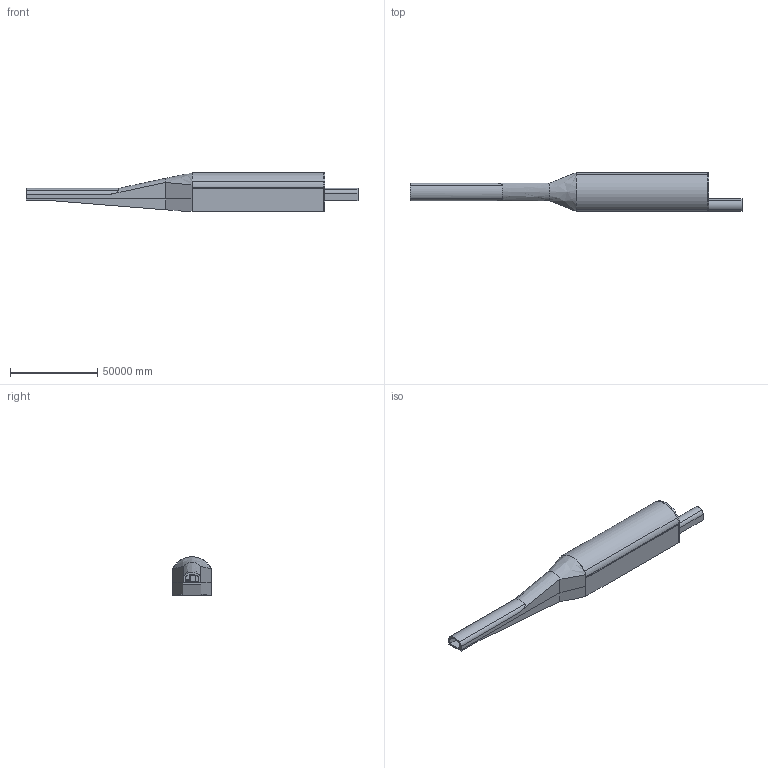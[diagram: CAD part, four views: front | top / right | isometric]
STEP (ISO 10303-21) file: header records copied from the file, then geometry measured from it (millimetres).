
FILE_DESCRIPTION(('OneSpaceDesigner STEP Export'),'2;1');
FILE_NAME('4850LabModuleWSF-Oct08.stp','2008-10-06T 8:23:07',(''),(''),'OneSpace Designer STEP processor for AP214 (Solid Model)','OneSpace Modeling 15.50B 03-Nov-2007 (C) CoCreate Software GmbH','');
FILE_SCHEMA(('AUTOMOTIVE_DESIGN { 1 0 10303 214 1 1 1 1 }'));
Length unit declared in the file: millimetre
Products named in the file (326): Floor1-Wall3; Floor1-Wall2; Floor2-Wall2.1.2; Floor2-Wall2.1.1; Floor2-Wall2.4; MidFloor2.1; Floor2-Wall2.5; Floor2-Wall2.2; Floor1-Wall1; Floor2-Wall2.1; Platform2.1; RoomAssy2; ElecRack1.1; ElecRack1.2; ElecRack1.3; ElecRack1.4; ElecRack1.5; ElecRack1.6; ElecRack1.7; ElecRack1.8; ElecRackAssy1; StairRailD1.1; StairRailV1.4; StairRailV1.2; StairRailV1.3; StairRailV1.1; StairRailD1.3; StairRailD1.2; StairRailD1.4; StairRise3; StairRiseAssy1; Platform2; StairRailV2.3; StairRailH2.6; StairRailH2.4; StairRailH2.5; PlatformAssy2; Platform3; StairRailH3.5; StairRailH3.6 ...
Assembly tree (521 placements, depth 4):
  4850LabModuleWSF-Oct08
    WaterTankAssy2-12m
      Exp1.1
      DeckAssy1
        DeckSupport2.4
        DeckSupport2.3
        DeckSupport2.2
        DeckSupport2.1
        DeckSupport2
        DeckSupport1.4
        DeckSupport1.3
        DeckSupport1.2
        DeckSupport1.1
        DeckSupport1
        Deck
        DeckSupport2.5
        DeckSupport1.5
      Exp1
      PanelAssy2.6  x12
        DiagBrace2.2
        DiagBrace1.3
        HorizAngle2.7
        HorizAngle8
        HorizAngle1
        VertAngle2
        VertAngle1
        PanelSheet1
        DiagBrace1.1
        DiagBrace2.2.1
      PanelAssy1.5  x12
        DiagBrace2.3
        DiagBrace1.2
        HorizAngle2.4
        HorizAngle8
        HorizAngle1
        VertAngle2
        VertAngle1
        PanelSheet1
        DiagBrace1.1
        DiagBrace2.3.1
    LUX-Detector-20T-1
      OuterVesselFlange1
      OuterVessel1
      SupportFlange1
      ContainmentVessel1
      XeChamber-Flange
      Shield1
      XeChamber
      PMT-Array-Bot
      PMT-Array-Top
      XeVolume
    LUX-Detector-20T-2
      OuterVesselFlange1
      OuterVessel1
      SupportFlange1
      ContainmentVessel1
      XeChamber-Flange
      Shield1
      XeChamber
      PMT-Array-Bot
Bounding box: 190000 x 22000 x 22003.19 mm (x, y, z)
Volume: 14459614671902.8 mm3; surface area: 35896795938.1 mm2
Topology: 1409 solids, 1409 shells, 15762 faces, 38689 edges, 25720 vertices
Faces by surface type: plane 13516, cylinder 2241, extrusion 2, bspline 2, cone 1
Entity records: 129344 total; most frequent: CARTESIAN_POINT 38786, ORIENTED_EDGE 15984, DIRECTION 15109, EDGE_CURVE 7992, VECTOR 6423, LINE 6421, VERTEX_POINT 5256, AXIS2_PLACEMENT_3D 4343
